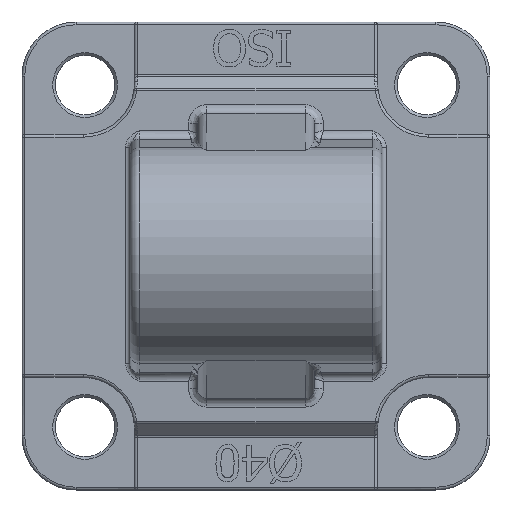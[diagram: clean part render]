
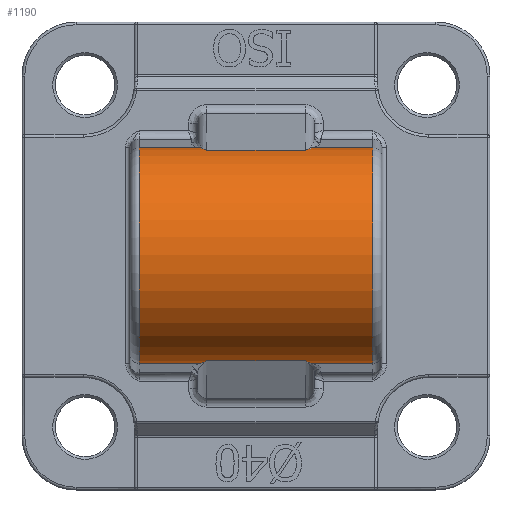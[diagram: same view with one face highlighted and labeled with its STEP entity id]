
A CAD part, top view. The second image highlights one B-rep face of the part: STEP entity #1190.
In plain terms, the highlighted cylindrical face has radius 12 mm (diameter 24 mm), a partial arc.
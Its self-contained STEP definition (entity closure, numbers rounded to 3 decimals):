
#781=CARTESIAN_POINT('',(6.248,-11.978,25.732));
#782=VERTEX_POINT('',#781);
#790=CARTESIAN_POINT('',(5.5,-11.694,27.694));
#791=VERTEX_POINT('',#790);
#792=CARTESIAN_POINT('',(6.248,-11.978,25.732));
#793=CARTESIAN_POINT('',(6.013,-11.937,26.392));
#794=CARTESIAN_POINT('',(5.758,-11.843,27.044));
#795=CARTESIAN_POINT('',(5.503,-11.695,27.686));
#796=CARTESIAN_POINT('',(5.501,-11.695,27.69));
#797=CARTESIAN_POINT('',(5.5,-11.694,27.694));
#798=B_SPLINE_CURVE_WITH_KNOTS('',3,(#792,#793,#794,#795,#796,#797),.UNSPECIFIED.,.F.,.U.,(4,2,4),(-0.221,0.0,0.001),.UNSPECIFIED.);
#799=EDGE_CURVE('',#782,#791,#798,.T.);
#1085=CARTESIAN_POINT('',(0.0,0.0,25.0));
#1086=DIRECTION('',(1.0,0.0,0.0));
#1087=DIRECTION('',(0.0,0.998,0.061));
#1088=AXIS2_PLACEMENT_3D('',#1085,#1086,#1087);
#1089=CYLINDRICAL_SURFACE('',#1088,12.);
#1090=ORIENTED_EDGE('',*,*,#799,.F.);
#1091=CARTESIAN_POINT('',(13.0,-11.978,25.732));
#1092=VERTEX_POINT('',#1091);
#1093=CARTESIAN_POINT('',(6.248,-11.978,25.732));
#1094=DIRECTION('',(1.0,0.0,0.0));
#1095=VECTOR('',#1094,6.752);
#1096=LINE('',#1093,#1095);
#1097=EDGE_CURVE('',#782,#1092,#1096,.T.);
#1098=ORIENTED_EDGE('',*,*,#1097,.T.);
#1099=CARTESIAN_POINT('',(13.0,11.978,25.732));
#1100=VERTEX_POINT('',#1099);
#1101=CARTESIAN_POINT('',(13.0,0.0,25.0));
#1102=DIRECTION('',(1.0,0.0,0.0));
#1103=DIRECTION('',(0.0,0.0,1.0));
#1104=AXIS2_PLACEMENT_3D('',#1101,#1102,#1103);
#1105=CIRCLE('',#1104,12.);
#1106=EDGE_CURVE('',#1100,#1092,#1105,.T.);
#1107=ORIENTED_EDGE('',*,*,#1106,.F.);
#1108=CARTESIAN_POINT('',(6.248,11.978,25.732));
#1109=VERTEX_POINT('',#1108);
#1110=CARTESIAN_POINT('',(6.248,11.978,25.732));
#1111=DIRECTION('',(1.0,0.0,0.0));
#1112=VECTOR('',#1111,6.752);
#1113=LINE('',#1110,#1112);
#1114=EDGE_CURVE('',#1109,#1100,#1113,.T.);
#1115=ORIENTED_EDGE('',*,*,#1114,.F.);
#1116=CARTESIAN_POINT('',(5.5,11.694,27.694));
#1117=VERTEX_POINT('',#1116);
#1118=CARTESIAN_POINT('',(5.5,11.694,27.694));
#1119=CARTESIAN_POINT('',(5.501,11.695,27.69));
#1120=CARTESIAN_POINT('',(5.503,11.695,27.687));
#1121=CARTESIAN_POINT('',(5.758,11.843,27.044));
#1122=CARTESIAN_POINT('',(6.013,11.937,26.392));
#1123=CARTESIAN_POINT('',(6.248,11.978,25.732));
#1124=B_SPLINE_CURVE_WITH_KNOTS('',3,(#1118,#1119,#1120,#1121,#1122,#1123),.UNSPECIFIED.,.F.,.U.,(4,2,4),(-0.001,0.0,0.221),.UNSPECIFIED.);
#1125=EDGE_CURVE('',#1117,#1109,#1124,.T.);
#1126=ORIENTED_EDGE('',*,*,#1125,.F.);
#1127=CARTESIAN_POINT('',(-5.5,11.694,27.694));
#1128=VERTEX_POINT('',#1127);
#1129=CARTESIAN_POINT('',(-5.5,11.694,27.694));
#1130=DIRECTION('',(1.0,0.0,0.0));
#1131=VECTOR('',#1130,11.0);
#1132=LINE('',#1129,#1131);
#1133=EDGE_CURVE('',#1128,#1117,#1132,.T.);
#1134=ORIENTED_EDGE('',*,*,#1133,.F.);
#1135=CARTESIAN_POINT('',(-6.248,11.978,25.732));
#1136=VERTEX_POINT('',#1135);
#1137=CARTESIAN_POINT('',(-6.248,11.978,25.732));
#1138=CARTESIAN_POINT('',(-6.013,11.937,26.392));
#1139=CARTESIAN_POINT('',(-5.758,11.843,27.044));
#1140=CARTESIAN_POINT('',(-5.503,11.695,27.686));
#1141=CARTESIAN_POINT('',(-5.501,11.695,27.69));
#1142=CARTESIAN_POINT('',(-5.5,11.694,27.694));
#1143=B_SPLINE_CURVE_WITH_KNOTS('',3,(#1137,#1138,#1139,#1140,#1141,#1142),.UNSPECIFIED.,.F.,.U.,(4,2,4),(-0.221,0.0,0.001),.UNSPECIFIED.);
#1144=EDGE_CURVE('',#1136,#1128,#1143,.T.);
#1145=ORIENTED_EDGE('',*,*,#1144,.F.);
#1146=CARTESIAN_POINT('',(-13.0,11.978,25.732));
#1147=VERTEX_POINT('',#1146);
#1148=CARTESIAN_POINT('',(-13.0,11.978,25.732));
#1149=DIRECTION('',(1.0,0.0,0.0));
#1150=VECTOR('',#1149,6.752);
#1151=LINE('',#1148,#1150);
#1152=EDGE_CURVE('',#1147,#1136,#1151,.T.);
#1153=ORIENTED_EDGE('',*,*,#1152,.F.);
#1154=CARTESIAN_POINT('',(-13.0,-11.978,25.732));
#1155=VERTEX_POINT('',#1154);
#1156=CARTESIAN_POINT('',(-13.0,0.0,25.0));
#1157=DIRECTION('',(-1.0,0.0,0.0));
#1158=DIRECTION('',(0.0,0.0,1.0));
#1159=AXIS2_PLACEMENT_3D('',#1156,#1157,#1158);
#1160=CIRCLE('',#1159,12.);
#1161=EDGE_CURVE('',#1155,#1147,#1160,.T.);
#1162=ORIENTED_EDGE('',*,*,#1161,.F.);
#1163=CARTESIAN_POINT('',(-6.248,-11.978,25.732));
#1164=VERTEX_POINT('',#1163);
#1165=CARTESIAN_POINT('',(-13.0,-11.978,25.732));
#1166=DIRECTION('',(1.0,0.0,0.0));
#1167=VECTOR('',#1166,6.752);
#1168=LINE('',#1165,#1167);
#1169=EDGE_CURVE('',#1155,#1164,#1168,.T.);
#1170=ORIENTED_EDGE('',*,*,#1169,.T.);
#1171=CARTESIAN_POINT('',(-5.5,-11.694,27.694));
#1172=VERTEX_POINT('',#1171);
#1173=CARTESIAN_POINT('',(-5.5,-11.694,27.694));
#1174=CARTESIAN_POINT('',(-5.501,-11.695,27.69));
#1175=CARTESIAN_POINT('',(-5.503,-11.695,27.687));
#1176=CARTESIAN_POINT('',(-5.758,-11.843,27.044));
#1177=CARTESIAN_POINT('',(-6.013,-11.937,26.392));
#1178=CARTESIAN_POINT('',(-6.248,-11.978,25.732));
#1179=B_SPLINE_CURVE_WITH_KNOTS('',3,(#1173,#1174,#1175,#1176,#1177,#1178),.UNSPECIFIED.,.F.,.U.,(4,2,4),(-0.001,0.0,0.221),.UNSPECIFIED.);
#1180=EDGE_CURVE('',#1172,#1164,#1179,.T.);
#1181=ORIENTED_EDGE('',*,*,#1180,.F.);
#1182=CARTESIAN_POINT('',(-5.5,-11.694,27.694));
#1183=DIRECTION('',(1.0,0.0,0.0));
#1184=VECTOR('',#1183,11.0);
#1185=LINE('',#1182,#1184);
#1186=EDGE_CURVE('',#1172,#791,#1185,.T.);
#1187=ORIENTED_EDGE('',*,*,#1186,.T.);
#1188=EDGE_LOOP('',(#1090,#1098,#1107,#1115,#1126,#1134,#1145,#1153,#1162,#1170,#1181,#1187));
#1189=FACE_OUTER_BOUND('',#1188,.T.);
#1190=ADVANCED_FACE('',(#1189),#1089,.T.);
